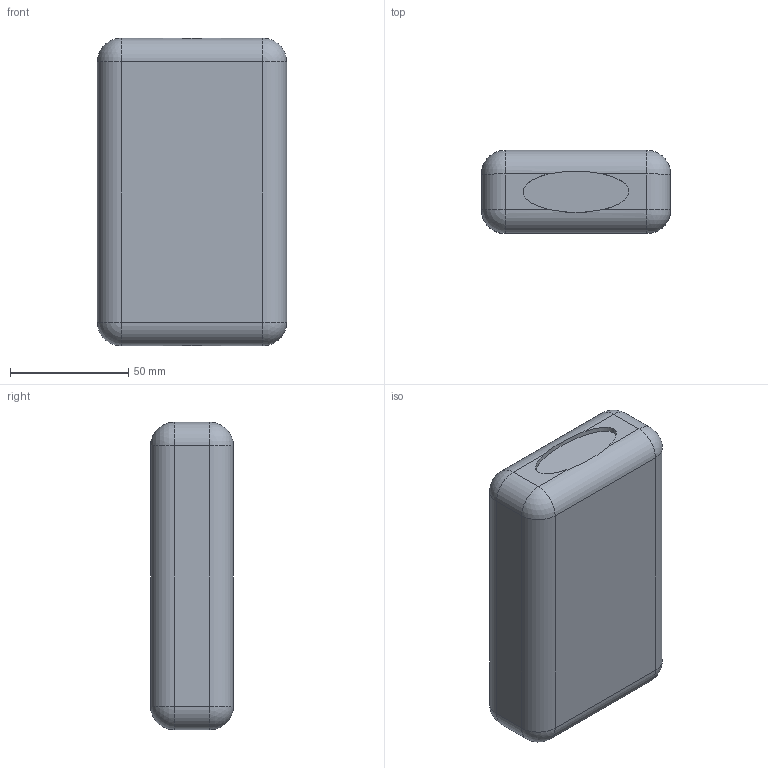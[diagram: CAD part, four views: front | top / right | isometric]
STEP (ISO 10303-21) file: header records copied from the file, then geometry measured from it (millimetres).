
FILE_DESCRIPTION (( 'STEP AP214' ), '1' );
FILE_NAME ('Battery.STEP', '2025-11-13T21:36:10', ( '' ), ( '' ), 'SwSTEP 2.0', 'SolidWorks 2021', '' );
FILE_SCHEMA (( 'AUTOMOTIVE_DESIGN' ));
Length unit declared in the file: centimetre
Products named in the file (1): Battery
Bounding box: 80 x 35 x 130 mm (x, y, z)
Volume: 341843.2 mm3; surface area: 31586.9 mm2
Topology: 1 solids, 1 shells, 34 faces, 80 edges, 40 vertices
Faces by surface type: cylinder 12, plane 10, sphere 8, bspline 4
Entity records: 1352 total; most frequent: CARTESIAN_POINT 263, ORIENTED_EDGE 144, DIRECTION 142, EDGE_CURVE 72, AXIS2_PLACEMENT_3D 55, VERTEX_POINT 40, UNCERTAINTY_MEASURE_WITH_UNIT 37, PRESENTATION_LAYER_ASSIGNMENT 36
